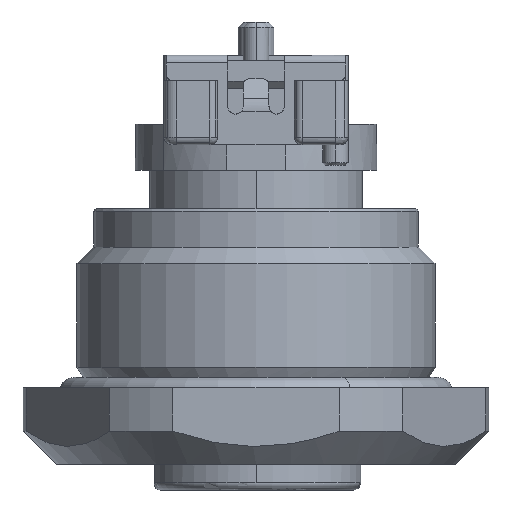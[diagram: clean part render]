
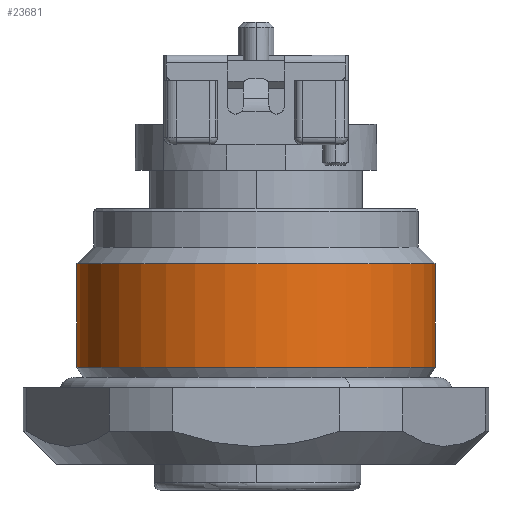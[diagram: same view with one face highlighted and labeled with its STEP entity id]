
A CAD part, left-side view. The second image highlights one B-rep face of the part: STEP entity #23681.
In plain terms, the highlighted cylindrical face has radius 7 mm (diameter 14 mm), a partial arc.
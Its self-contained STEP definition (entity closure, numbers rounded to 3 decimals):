
#23409=AXIS2_PLACEMENT_3D('Circle Axis2P3D',#23407,#23408,$) ;
#23616=AXIS2_PLACEMENT_3D('Circle Axis2P3D',#23614,#23615,$) ;
#23663=AXIS2_PLACEMENT_3D('Cylinder Axis2P3D',#23660,#23661,#23662) ;
#23379=CARTESIAN_POINT('Vertex',(8.5,2.1,4.8)) ;
#23386=CARTESIAN_POINT('Vertex',(8.5,16.1,4.8)) ;
#23407=CARTESIAN_POINT('Axis2P3D Location',(8.5,9.1,4.8)) ;
#23513=CARTESIAN_POINT('Vertex',(8.5,2.1,8.85)) ;
#23522=CARTESIAN_POINT('Vertex',(8.5,16.1,8.85)) ;
#23614=CARTESIAN_POINT('Axis2P3D Location',(8.5,9.1,8.85)) ;
#23660=CARTESIAN_POINT('Axis2P3D Location',(8.5,9.1,5.06)) ;
#23665=CARTESIAN_POINT('Line Origine',(8.5,16.1,5.06)) ;
#23670=CARTESIAN_POINT('Line Origine',(8.5,2.1,5.06)) ;
#23408=DIRECTION('Axis2P3D Direction',(0.,0.,1.)) ;
#23615=DIRECTION('Axis2P3D Direction',(0.,0.,-1.)) ;
#23661=DIRECTION('Axis2P3D Direction',(0.,0.,-1.)) ;
#23662=DIRECTION('Axis2P3D XDirection',(0.,-1.,0.)) ;
#23666=DIRECTION('Vector Direction',(0.,0.,-1.)) ;
#23671=DIRECTION('Vector Direction',(0.,0.,-1.)) ;
#23667=VECTOR('Line Direction',#23666,1.) ;
#23672=VECTOR('Line Direction',#23671,1.) ;
#23676=ORIENTED_EDGE('',*,*,#23669,.F.) ;
#23677=ORIENTED_EDGE('',*,*,#23411,.T.) ;
#23678=ORIENTED_EDGE('',*,*,#23674,.F.) ;
#23679=ORIENTED_EDGE('',*,*,#23618,.T.) ;
#23681=ADVANCED_FACE('V2',(#23680),#23664,.T.) ;
#23410=CIRCLE('generated circle',#23409,7.) ;
#23617=CIRCLE('generated circle',#23616,7.) ;
#23664=CYLINDRICAL_SURFACE('generated cylinder',#23663,7.) ;
#23411=EDGE_CURVE('',#23387,#23380,#23410,.T.) ;
#23618=EDGE_CURVE('',#23514,#23523,#23617,.T.) ;
#23669=EDGE_CURVE('',#23387,#23523,#23668,.F.) ;
#23674=EDGE_CURVE('',#23514,#23380,#23673,.T.) ;
#23675=EDGE_LOOP('',(#23676,#23677,#23678,#23679)) ;
#23680=FACE_OUTER_BOUND('',#23675,.T.) ;
#23668=LINE('Line',#23665,#23667) ;
#23673=LINE('Line',#23670,#23672) ;
#23380=VERTEX_POINT('',#23379) ;
#23387=VERTEX_POINT('',#23386) ;
#23514=VERTEX_POINT('',#23513) ;
#23523=VERTEX_POINT('',#23522) ;
